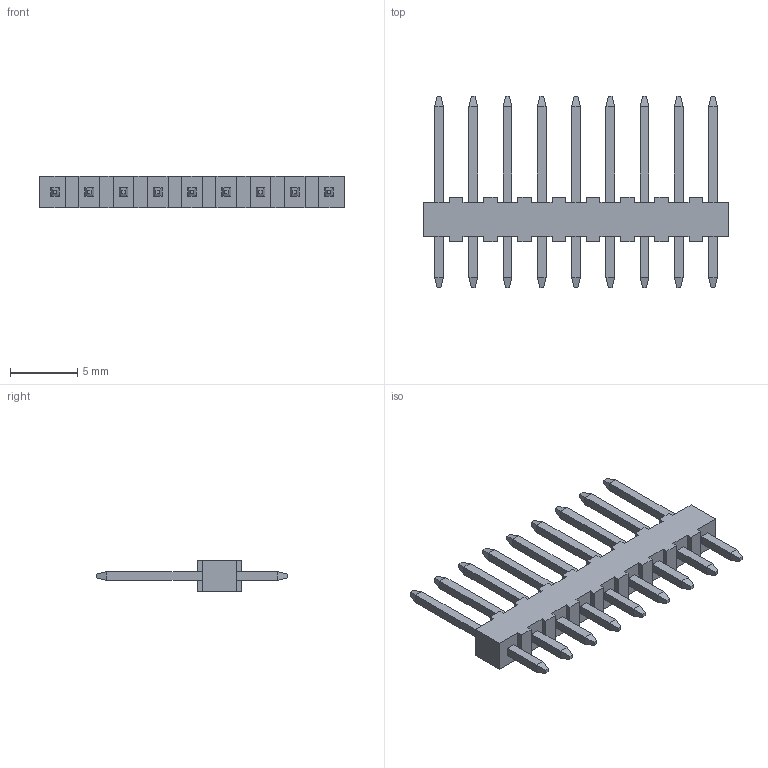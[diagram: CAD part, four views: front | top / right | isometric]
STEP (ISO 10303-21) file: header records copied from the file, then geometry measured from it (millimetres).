
FILE_DESCRIPTION((''),'2;1');
FILE_NAME('022032091','2014-06-05T',('me'),(''),'PRO/ENGINEER BY PARAMETRIC TECHNOLOGY CORPORATION, 2011490','PRO/ENGINEER BY PARAMETRIC TECHNOLOGY CORPORATION, 2011490','');
FILE_SCHEMA(('CONFIG_CONTROL_DESIGN'));
Length unit declared in the file: inch
Products named in the file (1): 022032091
Bounding box: 22.61 x 14.22 x 2.36 mm (x, y, z)
Volume: 193.3 mm3; surface area: 536.5 mm2
Topology: 1 solids, 1 shells, 232 faces, 582 edges, 370 vertices
Faces by surface type: plane 232
Entity records: 6736 total; most frequent: CARTESIAN_POINT 1167, ORIENTED_EDGE 1128, DIRECTION 1066, VECTOR 564, LINE 564, EDGE_CURVE 564, VERTEX_POINT 352, AXIS2_PLACEMENT_3D 251
